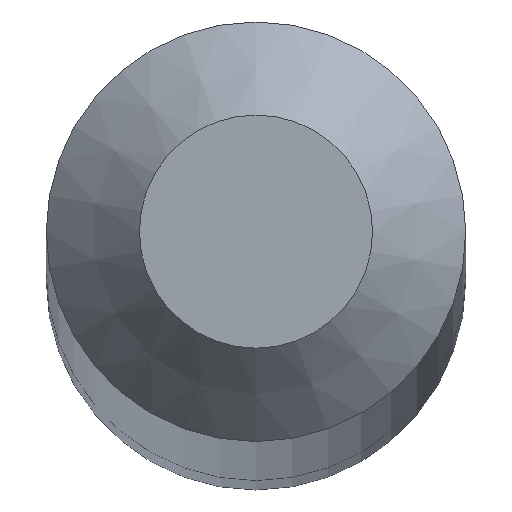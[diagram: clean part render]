
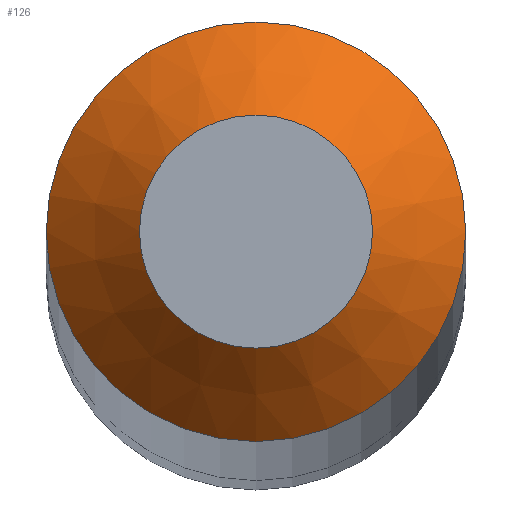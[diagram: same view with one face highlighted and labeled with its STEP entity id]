
A CAD part, top view. The second image highlights one B-rep face of the part: STEP entity #126.
In plain terms, the highlighted conical face has half-angle 45 degrees and reference radius 0.125 mm.
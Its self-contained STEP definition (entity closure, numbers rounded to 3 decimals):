
#18 = DIRECTION ( 'NONE',  ( 0., 0., -1. ) ) ;
#26 = VERTEX_POINT ( 'NONE', #90 ) ;
#35 = CONICAL_SURFACE ( 'NONE', #75, 0.125, 0.785 ) ;
#45 = DIRECTION ( 'NONE',  ( 0., 1., 0. ) ) ;
#46 = CARTESIAN_POINT ( 'NONE',  ( 0., 0.125, 30. ) ) ;
#71 = EDGE_LOOP ( 'NONE', ( #203 ) ) ;
#74 = DIRECTION ( 'NONE',  ( 0., 1., 0. ) ) ;
#75 = AXIS2_PLACEMENT_3D ( 'NONE', #127, #18, #74 ) ;
#82 = EDGE_CURVE ( 'NONE', #202, #202, #174, .T. ) ;
#90 = CARTESIAN_POINT ( 'NONE',  ( 0., 0.225, 29.9 ) ) ;
#92 = DIRECTION ( 'NONE',  ( 0., 0., -1. ) ) ;
#95 = CARTESIAN_POINT ( 'NONE',  ( 0., 0., 30. ) ) ;
#115 = AXIS2_PLACEMENT_3D ( 'NONE', #190, #152, #45 ) ;
#116 = FACE_BOUND ( 'NONE', #125, .T. ) ;
#122 = ORIENTED_EDGE ( 'NONE', *, *, #82, .T. ) ;
#125 = EDGE_LOOP ( 'NONE', ( #122 ) ) ;
#126 = ADVANCED_FACE ( 'NONE', ( #146, #116 ), #35, .T. ) ;
#127 = CARTESIAN_POINT ( 'NONE',  ( 0., 0., 30. ) ) ;
#134 = DIRECTION ( 'NONE',  ( 0., 1., 0. ) ) ;
#138 = EDGE_CURVE ( 'NONE', #26, #26, #182, .T. ) ;
#146 = FACE_OUTER_BOUND ( 'NONE', #71, .T. ) ;
#152 = DIRECTION ( 'NONE',  ( 0., 0., -1. ) ) ;
#174 = CIRCLE ( 'NONE', #187, 0.125 ) ;
#182 = CIRCLE ( 'NONE', #115, 0.225 ) ;
#187 = AXIS2_PLACEMENT_3D ( 'NONE', #95, #92, #134 ) ;
#190 = CARTESIAN_POINT ( 'NONE',  ( 0., 0., 29.9 ) ) ;
#202 = VERTEX_POINT ( 'NONE', #46 ) ;
#203 = ORIENTED_EDGE ( 'NONE', *, *, #138, .F. ) ;
